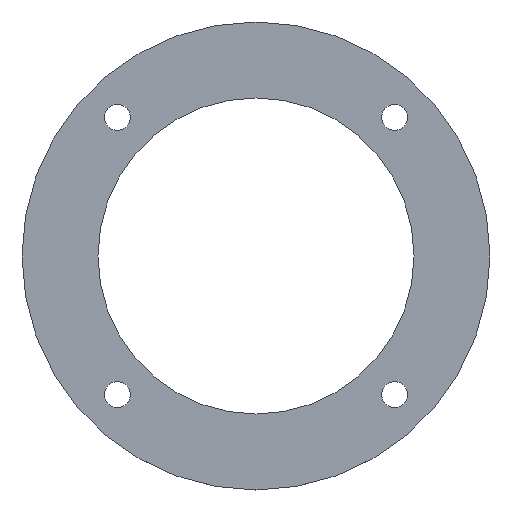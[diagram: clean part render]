
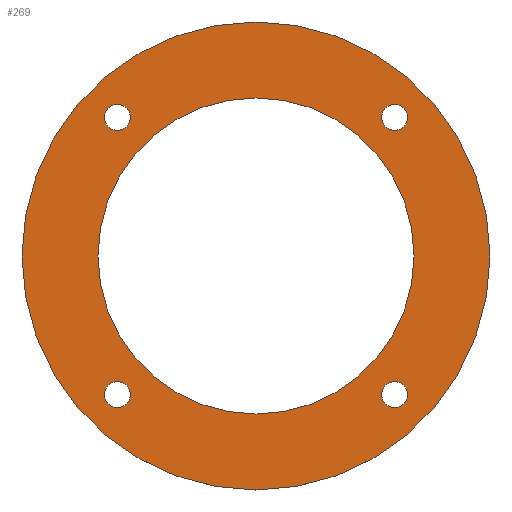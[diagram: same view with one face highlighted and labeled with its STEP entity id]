
A CAD part, top view. The second image highlights one B-rep face of the part: STEP entity #269.
In plain terms, the highlighted planar face has unit normal (0, 0, 1).
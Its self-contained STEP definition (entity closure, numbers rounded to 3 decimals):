
#2 = DIRECTION ( 'NONE',  ( 1., 0., 0. ) ) ;
#6 = CIRCLE ( 'NONE', #72, 2.15 ) ;
#8 = CARTESIAN_POINT ( 'NONE',  ( 26., 0., 1. ) ) ;
#10 = CARTESIAN_POINT ( 'NONE',  ( -24.954, 22.804, 1. ) ) ;
#15 = ORIENTED_EDGE ( 'NONE', *, *, #343, .F. ) ;
#17 = VERTEX_POINT ( 'NONE', #446 ) ;
#18 = AXIS2_PLACEMENT_3D ( 'NONE', #442, #355, #203 ) ;
#33 = CIRCLE ( 'NONE', #18, 2.15 ) ;
#35 = DIRECTION ( 'NONE',  ( 0., 0., 1. ) ) ;
#37 = DIRECTION ( 'NONE',  ( 0., 0., 1. ) ) ;
#38 = VERTEX_POINT ( 'NONE', #331 ) ;
#39 = DIRECTION ( 'NONE',  ( 0., 0., 1. ) ) ;
#44 = CIRCLE ( 'NONE', #335, 26. ) ;
#49 = ORIENTED_EDGE ( 'NONE', *, *, #186, .F. ) ;
#72 = AXIS2_PLACEMENT_3D ( 'NONE', #178, #369, #96 ) ;
#73 = DIRECTION ( 'NONE',  ( 1., 0., 0. ) ) ;
#75 = DIRECTION ( 'NONE',  ( 0., 0., 1. ) ) ;
#77 = DIRECTION ( 'NONE',  ( 1., 0., 0. ) ) ;
#85 = EDGE_CURVE ( 'NONE', #390, #202, #44, .T. ) ;
#86 = FACE_BOUND ( 'NONE', #450, .T. ) ;
#95 = ORIENTED_EDGE ( 'NONE', *, *, #222, .T. ) ;
#96 = DIRECTION ( 'NONE',  ( 1., 0., 0. ) ) ;
#100 = CARTESIAN_POINT ( 'NONE',  ( 20.654, 22.804, 1. ) ) ;
#102 = EDGE_LOOP ( 'NONE', ( #435, #49 ) ) ;
#110 = CIRCLE ( 'NONE', #129, 2.15 ) ;
#115 = ORIENTED_EDGE ( 'NONE', *, *, #85, .F. ) ;
#116 = CIRCLE ( 'NONE', #209, 2.15 ) ;
#117 = CARTESIAN_POINT ( 'NONE',  ( -22.804, -22.804, 1. ) ) ;
#118 = VERTEX_POINT ( 'NONE', #345 ) ;
#124 = CARTESIAN_POINT ( 'NONE',  ( -20.654, -22.804, 1. ) ) ;
#126 = FACE_BOUND ( 'NONE', #454, .T. ) ;
#128 = ORIENTED_EDGE ( 'NONE', *, *, #267, .F. ) ;
#129 = AXIS2_PLACEMENT_3D ( 'NONE', #241, #505, #240 ) ;
#130 = FACE_BOUND ( 'NONE', #332, .T. ) ;
#135 = VERTEX_POINT ( 'NONE', #196 ) ;
#145 = CIRCLE ( 'NONE', #311, 38.5 ) ;
#146 = DIRECTION ( 'NONE',  ( 0., 0., 1. ) ) ;
#152 = CARTESIAN_POINT ( 'NONE',  ( 22.804, 22.804, 1. ) ) ;
#154 = CIRCLE ( 'NONE', #439, 2.15 ) ;
#162 = DIRECTION ( 'NONE',  ( 1., 0., 0. ) ) ;
#167 = AXIS2_PLACEMENT_3D ( 'NONE', #117, #478, #273 ) ;
#173 = VERTEX_POINT ( 'NONE', #463 ) ;
#178 = CARTESIAN_POINT ( 'NONE',  ( -22.804, 22.804, 1. ) ) ;
#179 = AXIS2_PLACEMENT_3D ( 'NONE', #243, #469, #399 ) ;
#185 = CARTESIAN_POINT ( 'NONE',  ( -26., 0., 1. ) ) ;
#186 = EDGE_CURVE ( 'NONE', #135, #482, #297, .T. ) ;
#196 = CARTESIAN_POINT ( 'NONE',  ( 24.954, 22.804, 1. ) ) ;
#198 = DIRECTION ( 'NONE',  ( 0., 0., 1. ) ) ;
#199 = VERTEX_POINT ( 'NONE', #503 ) ;
#202 = VERTEX_POINT ( 'NONE', #185 ) ;
#203 = DIRECTION ( 'NONE',  ( 1., 0., 0. ) ) ;
#209 = AXIS2_PLACEMENT_3D ( 'NONE', #431, #75, #239 ) ;
#211 = CARTESIAN_POINT ( 'NONE',  ( 38.5, 0., 1. ) ) ;
#221 = AXIS2_PLACEMENT_3D ( 'NONE', #472, #198, #77 ) ;
#222 = EDGE_CURVE ( 'NONE', #437, #199, #388, .T. ) ;
#234 = CIRCLE ( 'NONE', #167, 2.15 ) ;
#239 = DIRECTION ( 'NONE',  ( 1., 0., 0. ) ) ;
#240 = DIRECTION ( 'NONE',  ( 1., 0., 0. ) ) ;
#241 = CARTESIAN_POINT ( 'NONE',  ( -22.804, -22.804, 1. ) ) ;
#243 = CARTESIAN_POINT ( 'NONE',  ( 0., 0., 1. ) ) ;
#247 = VERTEX_POINT ( 'NONE', #124 ) ;
#253 = EDGE_CURVE ( 'NONE', #17, #118, #400, .T. ) ;
#262 = CIRCLE ( 'NONE', #502, 26. ) ;
#266 = CARTESIAN_POINT ( 'NONE',  ( 0., 0., 1. ) ) ;
#267 = EDGE_CURVE ( 'NONE', #38, #247, #110, .T. ) ;
#269 = ADVANCED_FACE ( 'NONE', ( #130, #351, #319, #402, #86, #126 ), #395, .T. ) ;
#272 = EDGE_CURVE ( 'NONE', #482, #135, #33, .T. ) ;
#273 = DIRECTION ( 'NONE',  ( 1., 0., 0. ) ) ;
#276 = CARTESIAN_POINT ( 'NONE',  ( 0., 0., 1. ) ) ;
#277 = ORIENTED_EDGE ( 'NONE', *, *, #284, .F. ) ;
#284 = EDGE_CURVE ( 'NONE', #118, #17, #154, .T. ) ;
#289 = EDGE_CURVE ( 'NONE', #202, #390, #262, .T. ) ;
#292 = ORIENTED_EDGE ( 'NONE', *, *, #253, .F. ) ;
#297 = CIRCLE ( 'NONE', #428, 2.15 ) ;
#311 = AXIS2_PLACEMENT_3D ( 'NONE', #455, #411, #323 ) ;
#318 = EDGE_LOOP ( 'NONE', ( #407, #95 ) ) ;
#319 = FACE_OUTER_BOUND ( 'NONE', #318, .T. ) ;
#323 = DIRECTION ( 'NONE',  ( 1., 0., 0. ) ) ;
#331 = CARTESIAN_POINT ( 'NONE',  ( -24.954, -22.804, 1. ) ) ;
#332 = EDGE_LOOP ( 'NONE', ( #15, #485 ) ) ;
#335 = AXIS2_PLACEMENT_3D ( 'NONE', #266, #146, #461 ) ;
#337 = ORIENTED_EDGE ( 'NONE', *, *, #289, .F. ) ;
#340 = EDGE_CURVE ( 'NONE', #247, #38, #234, .T. ) ;
#343 = EDGE_CURVE ( 'NONE', #365, #173, #116, .T. ) ;
#345 = CARTESIAN_POINT ( 'NONE',  ( 20.654, -22.804, 1. ) ) ;
#351 = FACE_BOUND ( 'NONE', #102, .T. ) ;
#355 = DIRECTION ( 'NONE',  ( 0., 0., 1. ) ) ;
#360 = DIRECTION ( 'NONE',  ( 1., 0., 0. ) ) ;
#365 = VERTEX_POINT ( 'NONE', #10 ) ;
#369 = DIRECTION ( 'NONE',  ( 0., 0., 1. ) ) ;
#388 = CIRCLE ( 'NONE', #179, 38.5 ) ;
#390 = VERTEX_POINT ( 'NONE', #8 ) ;
#391 = CARTESIAN_POINT ( 'NONE',  ( 0., 0., 1. ) ) ;
#395 = PLANE ( 'NONE',  #419 ) ;
#396 = EDGE_CURVE ( 'NONE', #173, #365, #6, .T. ) ;
#399 = DIRECTION ( 'NONE',  ( 1., 0., 0. ) ) ;
#400 = CIRCLE ( 'NONE', #221, 2.15 ) ;
#402 = FACE_BOUND ( 'NONE', #432, .T. ) ;
#407 = ORIENTED_EDGE ( 'NONE', *, *, #416, .T. ) ;
#411 = DIRECTION ( 'NONE',  ( 0., 0., 1. ) ) ;
#416 = EDGE_CURVE ( 'NONE', #199, #437, #145, .T. ) ;
#419 = AXIS2_PLACEMENT_3D ( 'NONE', #391, #39, #162 ) ;
#428 = AXIS2_PLACEMENT_3D ( 'NONE', #152, #501, #73 ) ;
#431 = CARTESIAN_POINT ( 'NONE',  ( -22.804, 22.804, 1. ) ) ;
#432 = EDGE_LOOP ( 'NONE', ( #337, #115 ) ) ;
#435 = ORIENTED_EDGE ( 'NONE', *, *, #272, .F. ) ;
#437 = VERTEX_POINT ( 'NONE', #211 ) ;
#439 = AXIS2_PLACEMENT_3D ( 'NONE', #474, #35, #360 ) ;
#442 = CARTESIAN_POINT ( 'NONE',  ( 22.804, 22.804, 1. ) ) ;
#444 = ORIENTED_EDGE ( 'NONE', *, *, #340, .F. ) ;
#446 = CARTESIAN_POINT ( 'NONE',  ( 24.954, -22.804, 1. ) ) ;
#450 = EDGE_LOOP ( 'NONE', ( #277, #292 ) ) ;
#454 = EDGE_LOOP ( 'NONE', ( #128, #444 ) ) ;
#455 = CARTESIAN_POINT ( 'NONE',  ( 0., 0., 1. ) ) ;
#461 = DIRECTION ( 'NONE',  ( 1., 0., 0. ) ) ;
#463 = CARTESIAN_POINT ( 'NONE',  ( -20.654, 22.804, 1. ) ) ;
#469 = DIRECTION ( 'NONE',  ( 0., 0., 1. ) ) ;
#472 = CARTESIAN_POINT ( 'NONE',  ( 22.804, -22.804, 1. ) ) ;
#474 = CARTESIAN_POINT ( 'NONE',  ( 22.804, -22.804, 1. ) ) ;
#478 = DIRECTION ( 'NONE',  ( 0., 0., 1. ) ) ;
#482 = VERTEX_POINT ( 'NONE', #100 ) ;
#485 = ORIENTED_EDGE ( 'NONE', *, *, #396, .F. ) ;
#501 = DIRECTION ( 'NONE',  ( 0., 0., 1. ) ) ;
#502 = AXIS2_PLACEMENT_3D ( 'NONE', #276, #37, #2 ) ;
#503 = CARTESIAN_POINT ( 'NONE',  ( -38.5, 0., 1. ) ) ;
#505 = DIRECTION ( 'NONE',  ( 0., 0., 1. ) ) ;
